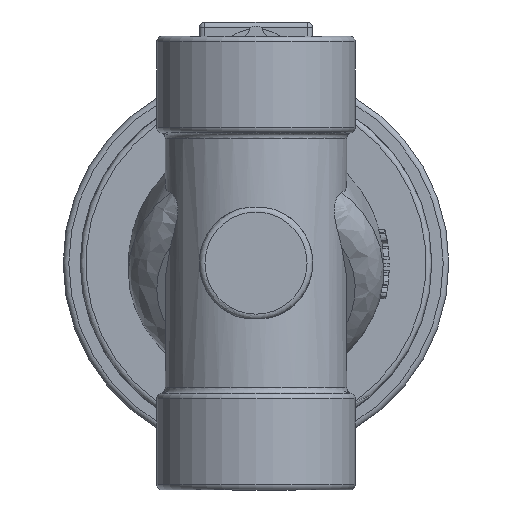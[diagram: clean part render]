
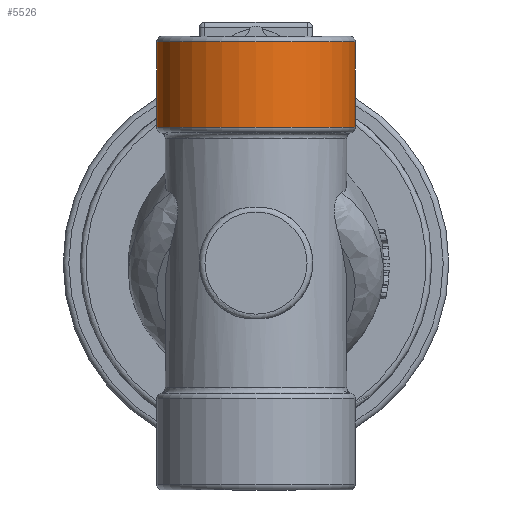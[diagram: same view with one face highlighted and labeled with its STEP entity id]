
A CAD part, front view. The second image highlights one B-rep face of the part: STEP entity #5526.
In plain terms, the highlighted cylindrical face has radius 17.5 mm (diameter 35 mm), a full revolution.
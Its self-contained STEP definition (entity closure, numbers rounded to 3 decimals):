
#198=CYLINDRICAL_SURFACE('',#5993,17.5);
#294=CIRCLE('',#5990,17.5);
#296=CIRCLE('',#5994,17.5);
#297=CIRCLE('',#5995,17.5);
#298=CIRCLE('',#5996,17.5);
#299=CIRCLE('',#5997,17.5);
#300=CIRCLE('',#5998,17.5);
#995=LINE('',#9677,#1301);
#998=LINE('',#9691,#1304);
#999=LINE('',#9693,#1305);
#1000=LINE('',#9697,#1306);
#1001=LINE('',#9701,#1307);
#1002=LINE('',#9746,#1308);
#1003=LINE('',#9750,#1309);
#1301=VECTOR('',#6665,10.);
#1304=VECTOR('',#6672,17.5);
#1305=VECTOR('',#6673,10.);
#1306=VECTOR('',#6676,10.);
#1307=VECTOR('',#6679,10.);
#1308=VECTOR('',#6680,10.);
#1309=VECTOR('',#6683,10.);
#1664=FACE_OUTER_BOUND('',#2006,.T.);
#2006=EDGE_LOOP('',(#4218,#4219,#4220,#4221,#4222,#4223,#4224,#4225,#4226,
#4227,#4228,#4229,#4230,#4231,#4232,#4233,#4234));
#2433=B_SPLINE_CURVE_WITH_KNOTS('',3,(#9703,#9704,#9705,#9706,#9707,#9708,
#9709,#9710,#9711,#9712,#9713,#9714),.UNSPECIFIED.,.F.,.F.,(4,2,2,2,2,4),
(0.765,0.778,0.826,0.892,
0.952,1.013),.UNSPECIFIED.);
#2434=B_SPLINE_CURVE_WITH_KNOTS('',3,(#9716,#9717,#9718,#9719,#9720,#9721,
#9722,#9723,#9724,#9725,#9726,#9727,#9728,#9729,#9730,#9731,#9732,#9733),
 .UNSPECIFIED.,.F.,.F.,(4,2,2,2,2,2,2,2,4),(1.53,1.695,
2.033,2.371,2.709,3.046,3.384,
3.722,3.888),.UNSPECIFIED.);
#2435=B_SPLINE_CURVE_WITH_KNOTS('',3,(#9735,#9736,#9737,#9738,#9739,#9740,
#9741,#9742,#9743,#9744),.UNSPECIFIED.,.F.,.F.,(4,2,2,2,4),(0.,0.097,
0.174,0.23,0.245),.UNSPECIFIED.);
#2618=VERTEX_POINT('',#9622);
#2623=VERTEX_POINT('',#9661);
#2625=VERTEX_POINT('',#9676);
#2628=VERTEX_POINT('',#9689);
#2629=VERTEX_POINT('',#9692);
#2630=VERTEX_POINT('',#9694);
#2631=VERTEX_POINT('',#9696);
#2632=VERTEX_POINT('',#9698);
#2633=VERTEX_POINT('',#9700);
#2634=VERTEX_POINT('',#9702);
#2635=VERTEX_POINT('',#9715);
#2636=VERTEX_POINT('',#9734);
#2637=VERTEX_POINT('',#9745);
#2638=VERTEX_POINT('',#9747);
#2639=VERTEX_POINT('',#9749);
#3205=EDGE_CURVE('',#2623,#2618,#294,.T.);
#3207=EDGE_CURVE('',#2625,#2618,#995,.T.);
#3211=EDGE_CURVE('',#2628,#2628,#296,.T.);
#3212=EDGE_CURVE('',#2628,#2625,#998,.T.);
#3213=EDGE_CURVE('',#2623,#2629,#999,.T.);
#3214=EDGE_CURVE('',#2629,#2630,#297,.T.);
#3215=EDGE_CURVE('',#2630,#2631,#1000,.T.);
#3216=EDGE_CURVE('',#2631,#2632,#298,.T.);
#3217=EDGE_CURVE('',#2632,#2633,#1001,.T.);
#3218=EDGE_CURVE('',#2634,#2633,#2433,.F.);
#3219=EDGE_CURVE('',#2634,#2635,#2434,.T.);
#3220=EDGE_CURVE('',#2636,#2635,#2435,.F.);
#3221=EDGE_CURVE('',#2636,#2637,#1002,.T.);
#3222=EDGE_CURVE('',#2637,#2638,#299,.T.);
#3223=EDGE_CURVE('',#2638,#2639,#1003,.T.);
#3224=EDGE_CURVE('',#2639,#2625,#300,.T.);
#4218=ORIENTED_EDGE('',*,*,#3211,.F.);
#4219=ORIENTED_EDGE('',*,*,#3212,.T.);
#4220=ORIENTED_EDGE('',*,*,#3207,.T.);
#4221=ORIENTED_EDGE('',*,*,#3205,.F.);
#4222=ORIENTED_EDGE('',*,*,#3213,.T.);
#4223=ORIENTED_EDGE('',*,*,#3214,.T.);
#4224=ORIENTED_EDGE('',*,*,#3215,.T.);
#4225=ORIENTED_EDGE('',*,*,#3216,.T.);
#4226=ORIENTED_EDGE('',*,*,#3217,.T.);
#4227=ORIENTED_EDGE('',*,*,#3218,.F.);
#4228=ORIENTED_EDGE('',*,*,#3219,.T.);
#4229=ORIENTED_EDGE('',*,*,#3220,.F.);
#4230=ORIENTED_EDGE('',*,*,#3221,.T.);
#4231=ORIENTED_EDGE('',*,*,#3222,.T.);
#4232=ORIENTED_EDGE('',*,*,#3223,.T.);
#4233=ORIENTED_EDGE('',*,*,#3224,.T.);
#4234=ORIENTED_EDGE('',*,*,#3212,.F.);
#5526=ADVANCED_FACE('',(#1664),#198,.T.);
#5990=AXIS2_PLACEMENT_3D('',#9673,#6659,#6660);
#5993=AXIS2_PLACEMENT_3D('',#9688,#6668,#6669);
#5994=AXIS2_PLACEMENT_3D('',#9690,#6670,#6671);
#5995=AXIS2_PLACEMENT_3D('',#9695,#6674,#6675);
#5996=AXIS2_PLACEMENT_3D('',#9699,#6677,#6678);
#5997=AXIS2_PLACEMENT_3D('',#9748,#6681,#6682);
#5998=AXIS2_PLACEMENT_3D('',#9751,#6684,#6685);
#6659=DIRECTION('center_axis',(0.,0.,-1.));
#6660=DIRECTION('ref_axis',(0.,-1.,0.));
#6665=DIRECTION('',(0.,0.,-1.));
#6668=DIRECTION('center_axis',(0.,0.,1.));
#6669=DIRECTION('ref_axis',(1.,0.,0.));
#6670=DIRECTION('center_axis',(0.,0.,1.));
#6671=DIRECTION('ref_axis',(-1.,0.,0.));
#6672=DIRECTION('',(0.,0.,-1.));
#6673=DIRECTION('',(0.,0.,1.));
#6674=DIRECTION('center_axis',(0.,0.,1.));
#6675=DIRECTION('ref_axis',(1.,0.,0.));
#6676=DIRECTION('',(0.,0.,-1.));
#6677=DIRECTION('center_axis',(0.,0.,1.));
#6678=DIRECTION('ref_axis',(1.,0.,0.));
#6679=DIRECTION('',(0.,0.,1.));
#6680=DIRECTION('',(0.,0.,-1.));
#6681=DIRECTION('center_axis',(0.,0.,1.));
#6682=DIRECTION('ref_axis',(1.,0.,0.));
#6683=DIRECTION('',(0.,0.,1.));
#6684=DIRECTION('center_axis',(0.,0.,1.));
#6685=DIRECTION('ref_axis',(1.,0.,0.));
#9622=CARTESIAN_POINT('',(-17.5,0.,63.936));
#9661=CARTESIAN_POINT('',(17.5,0.,63.936));
#9673=CARTESIAN_POINT('Origin',(0.,0.,63.936));
#9676=CARTESIAN_POINT('',(-17.5,0.,65.));
#9677=CARTESIAN_POINT('',(-17.5,0.,63.));
#9688=CARTESIAN_POINT('Origin',(0.,0.,63.));
#9689=CARTESIAN_POINT('',(-17.5,0.,79.));
#9690=CARTESIAN_POINT('Origin',(0.,0.,79.));
#9691=CARTESIAN_POINT('',(-17.5,0.,63.));
#9692=CARTESIAN_POINT('',(17.5,0.,65.));
#9693=CARTESIAN_POINT('',(17.5,0.,63.));
#9694=CARTESIAN_POINT('',(12.5,12.247,65.));
#9695=CARTESIAN_POINT('Origin',(0.,0.,65.));
#9696=CARTESIAN_POINT('',(12.5,12.247,63.));
#9697=CARTESIAN_POINT('',(12.5,12.247,63.));
#9698=CARTESIAN_POINT('',(12.247,12.5,63.));
#9699=CARTESIAN_POINT('Origin',(0.,0.,63.));
#9700=CARTESIAN_POINT('',(12.247,12.5,67.386));
#9701=CARTESIAN_POINT('',(12.247,12.5,63.));
#9702=CARTESIAN_POINT('',(11.136,13.5,68.931));
#9703=CARTESIAN_POINT('Ctrl Pts',(12.247,12.5,67.386));
#9704=CARTESIAN_POINT('Ctrl Pts',(12.247,12.5,67.419));
#9705=CARTESIAN_POINT('Ctrl Pts',(12.246,12.501,67.453));
#9706=CARTESIAN_POINT('Ctrl Pts',(12.233,12.514,67.614));
#9707=CARTESIAN_POINT('Ctrl Pts',(12.204,12.543,67.741));
#9708=CARTESIAN_POINT('Ctrl Pts',(12.106,12.638,68.021));
#9709=CARTESIAN_POINT('Ctrl Pts',(12.021,12.718,68.183));
#9710=CARTESIAN_POINT('Ctrl Pts',(11.808,12.917,68.471));
#9711=CARTESIAN_POINT('Ctrl Pts',(11.69,13.024,68.59));
#9712=CARTESIAN_POINT('Ctrl Pts',(11.43,13.253,68.792));
#9713=CARTESIAN_POINT('Ctrl Pts',(11.286,13.376,68.873));
#9714=CARTESIAN_POINT('Ctrl Pts',(11.136,13.5,68.931));
#9715=CARTESIAN_POINT('',(-11.136,13.5,68.931));
#9716=CARTESIAN_POINT('Ctrl Pts',(11.136,13.5,68.931));
#9717=CARTESIAN_POINT('Ctrl Pts',(10.715,13.847,69.093));
#9718=CARTESIAN_POINT('Ctrl Pts',(10.272,14.179,69.253));
#9719=CARTESIAN_POINT('Ctrl Pts',(8.867,15.13,69.721));
#9720=CARTESIAN_POINT('Ctrl Pts',(7.844,15.687,70.011));
#9721=CARTESIAN_POINT('Ctrl Pts',(5.694,16.589,70.492));
#9722=CARTESIAN_POINT('Ctrl Pts',(4.566,16.934,70.683));
#9723=CARTESIAN_POINT('Ctrl Pts',(2.282,17.39,70.937));
#9724=CARTESIAN_POINT('Ctrl Pts',(1.126,17.5,71.));
#9725=CARTESIAN_POINT('Ctrl Pts',(-1.126,17.5,71.));
#9726=CARTESIAN_POINT('Ctrl Pts',(-2.282,17.39,70.937));
#9727=CARTESIAN_POINT('Ctrl Pts',(-4.566,16.934,70.683));
#9728=CARTESIAN_POINT('Ctrl Pts',(-5.694,16.589,70.492));
#9729=CARTESIAN_POINT('Ctrl Pts',(-7.844,15.687,70.011));
#9730=CARTESIAN_POINT('Ctrl Pts',(-8.867,15.13,69.721));
#9731=CARTESIAN_POINT('Ctrl Pts',(-10.272,14.179,69.253));
#9732=CARTESIAN_POINT('Ctrl Pts',(-10.715,13.847,69.093));
#9733=CARTESIAN_POINT('Ctrl Pts',(-11.136,13.5,68.931));
#9734=CARTESIAN_POINT('',(-12.247,12.5,67.386));
#9735=CARTESIAN_POINT('Ctrl Pts',(-11.136,13.5,68.931));
#9736=CARTESIAN_POINT('Ctrl Pts',(-11.374,13.304,68.839));
#9737=CARTESIAN_POINT('Ctrl Pts',(-11.6,13.105,68.687));
#9738=CARTESIAN_POINT('Ctrl Pts',(-11.94,12.795,68.315));
#9739=CARTESIAN_POINT('Ctrl Pts',(-12.058,12.683,68.125));
#9740=CARTESIAN_POINT('Ctrl Pts',(-12.195,12.552,67.782));
#9741=CARTESIAN_POINT('Ctrl Pts',(-12.23,12.517,67.635));
#9742=CARTESIAN_POINT('Ctrl Pts',(-12.246,12.502,67.458));
#9743=CARTESIAN_POINT('Ctrl Pts',(-12.247,12.5,67.422));
#9744=CARTESIAN_POINT('Ctrl Pts',(-12.247,12.5,67.386));
#9745=CARTESIAN_POINT('',(-12.247,12.5,63.));
#9746=CARTESIAN_POINT('',(-12.247,12.5,63.));
#9747=CARTESIAN_POINT('',(-12.5,12.247,63.));
#9748=CARTESIAN_POINT('Origin',(0.,0.,63.));
#9749=CARTESIAN_POINT('',(-12.5,12.247,65.));
#9750=CARTESIAN_POINT('',(-12.5,12.247,63.));
#9751=CARTESIAN_POINT('Origin',(0.,0.,65.));
